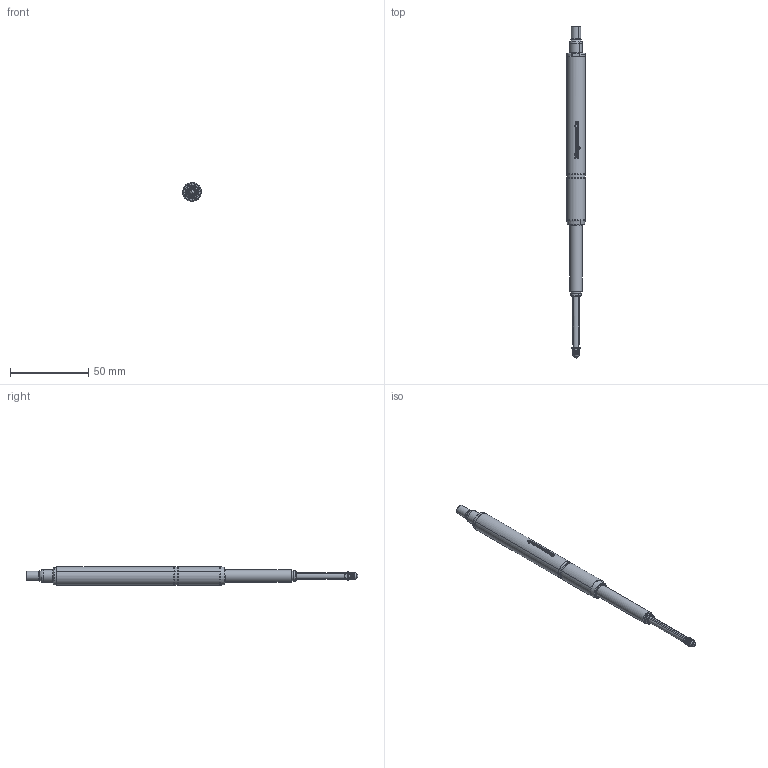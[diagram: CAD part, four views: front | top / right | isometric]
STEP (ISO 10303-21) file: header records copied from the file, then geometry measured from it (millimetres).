
FILE_DESCRIPTION(('CATIA V5 STEP'),'2;1');
FILE_NAME('DK830SR.stp','2011-10-27T23:54:27+00:00',('none'),('none'),'CATIA Version 5 Release 19 SP 6 (IN-10)','CATIA V5 STEP AP214','none');
FILE_SCHEMA(('AUTOMOTIVE_DESIGN { 1 0 10303 214 1 1 1 1 }'));
Length unit declared in the file: millimetre
Products named in the file (1): CompleteAssy_DK830SR_A1A003031_AllCATPart
Bounding box: 12 x 212.5 x 12 mm (x, y, z)
Volume: 15356.4 mm3; surface area: 6973.4 mm2
Topology: 1 solids, 2 shells, 491 faces, 1319 edges, 860 vertices
Faces by surface type: plane 238, cylinder 152, extrusion 48, cone 34, torus 17, sphere 2
Entity records: 26986 total; most frequent: CARTESIAN_POINT 12732, ORIENTED_EDGE 2634, DIRECTION 1525, EDGE_CURVE 1317, VERTEX_POINT 860, B_SPLINE_CURVE_WITH_KNOTS 616, AXIS2_PLACEMENT_3D 614, VECTOR 544
